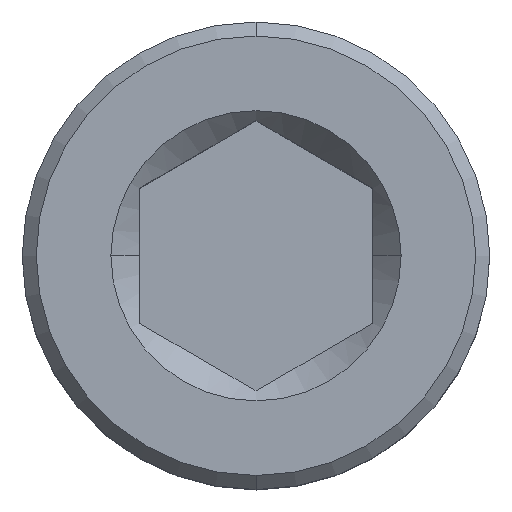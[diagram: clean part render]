
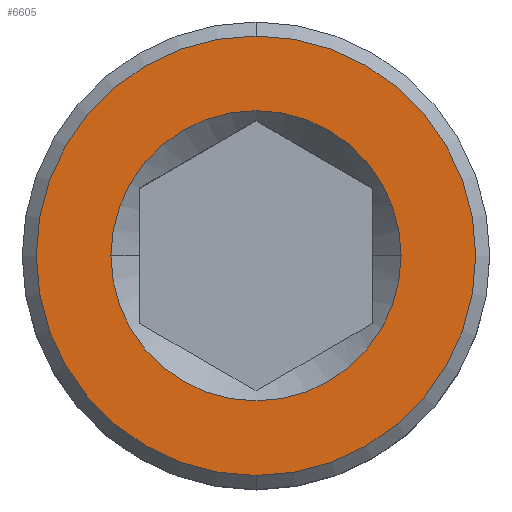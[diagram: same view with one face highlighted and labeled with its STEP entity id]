
A CAD part, top view. The second image highlights one B-rep face of the part: STEP entity #6605.
In plain terms, the highlighted planar face has unit normal (0, 0, 1).
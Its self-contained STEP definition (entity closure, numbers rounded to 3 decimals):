
#19 = AXIS2_PLACEMENT_3D ( 'NONE', #2303, #2886, #4709 ) ;
#124 = EDGE_CURVE ( 'NONE', #6677, #4106, #4975, .T. ) ;
#128 = DIRECTION ( 'NONE',  ( 1., 0., 0. ) ) ;
#215 = PLANE ( 'NONE',  #399 ) ;
#399 = AXIS2_PLACEMENT_3D ( 'NONE', #6013, #2449, #6583 ) ;
#408 = DIRECTION ( 'NONE',  ( 0., 0., 1. ) ) ;
#843 = FACE_BOUND ( 'NONE', #2159, .T. ) ;
#880 = EDGE_CURVE ( 'NONE', #4139, #6872, #1788, .T. ) ;
#1631 = DIRECTION ( 'NONE',  ( 0., 0., -1. ) ) ;
#1788 = CIRCLE ( 'NONE', #1980, 3.103 ) ;
#1980 = AXIS2_PLACEMENT_3D ( 'NONE', #6820, #408, #5671 ) ;
#2159 = EDGE_LOOP ( 'NONE', ( #4489, #2488 ) ) ;
#2224 = CARTESIAN_POINT ( 'NONE',  ( 0., -4.7, 18. ) ) ;
#2303 = CARTESIAN_POINT ( 'NONE',  ( 0., 0., 18. ) ) ;
#2449 = DIRECTION ( 'NONE',  ( 0., 0., 1. ) ) ;
#2488 = ORIENTED_EDGE ( 'NONE', *, *, #880, .F. ) ;
#2498 = AXIS2_PLACEMENT_3D ( 'NONE', #4019, #1631, #5793 ) ;
#2600 = CIRCLE ( 'NONE', #5538, 3.103 ) ;
#2886 = DIRECTION ( 'NONE',  ( 0., 0., -1. ) ) ;
#2999 = CARTESIAN_POINT ( 'NONE',  ( -3.103, 0., 18. ) ) ;
#3034 = CARTESIAN_POINT ( 'NONE',  ( 0., 0., 18. ) ) ;
#3644 = EDGE_LOOP ( 'NONE', ( #6312, #5560 ) ) ;
#3791 = CIRCLE ( 'NONE', #2498, 4.7 ) ;
#4019 = CARTESIAN_POINT ( 'NONE',  ( 0., 0., 18. ) ) ;
#4106 = VERTEX_POINT ( 'NONE', #2224 ) ;
#4139 = VERTEX_POINT ( 'NONE', #2999 ) ;
#4262 = CARTESIAN_POINT ( 'NONE',  ( 0., 4.7, 18. ) ) ;
#4489 = ORIENTED_EDGE ( 'NONE', *, *, #5822, .F. ) ;
#4709 = DIRECTION ( 'NONE',  ( 0., 1., 0. ) ) ;
#4975 = CIRCLE ( 'NONE', #19, 4.7 ) ;
#5538 = AXIS2_PLACEMENT_3D ( 'NONE', #3034, #7130, #128 ) ;
#5560 = ORIENTED_EDGE ( 'NONE', *, *, #6414, .F. ) ;
#5671 = DIRECTION ( 'NONE',  ( 1., 0., 0. ) ) ;
#5793 = DIRECTION ( 'NONE',  ( 0., 1., 0. ) ) ;
#5822 = EDGE_CURVE ( 'NONE', #6872, #4139, #2600, .T. ) ;
#5989 = CARTESIAN_POINT ( 'NONE',  ( 3.103, 0., 18. ) ) ;
#6013 = CARTESIAN_POINT ( 'NONE',  ( 0., 0., 18. ) ) ;
#6312 = ORIENTED_EDGE ( 'NONE', *, *, #124, .F. ) ;
#6414 = EDGE_CURVE ( 'NONE', #4106, #6677, #3791, .T. ) ;
#6583 = DIRECTION ( 'NONE',  ( 0., -1., 0. ) ) ;
#6605 = ADVANCED_FACE ( 'NONE', ( #843, #6981 ), #215, .T. ) ;
#6677 = VERTEX_POINT ( 'NONE', #4262 ) ;
#6820 = CARTESIAN_POINT ( 'NONE',  ( 0., 0., 18. ) ) ;
#6872 = VERTEX_POINT ( 'NONE', #5989 ) ;
#6981 = FACE_OUTER_BOUND ( 'NONE', #3644, .T. ) ;
#7130 = DIRECTION ( 'NONE',  ( 0., 0., 1. ) ) ;
